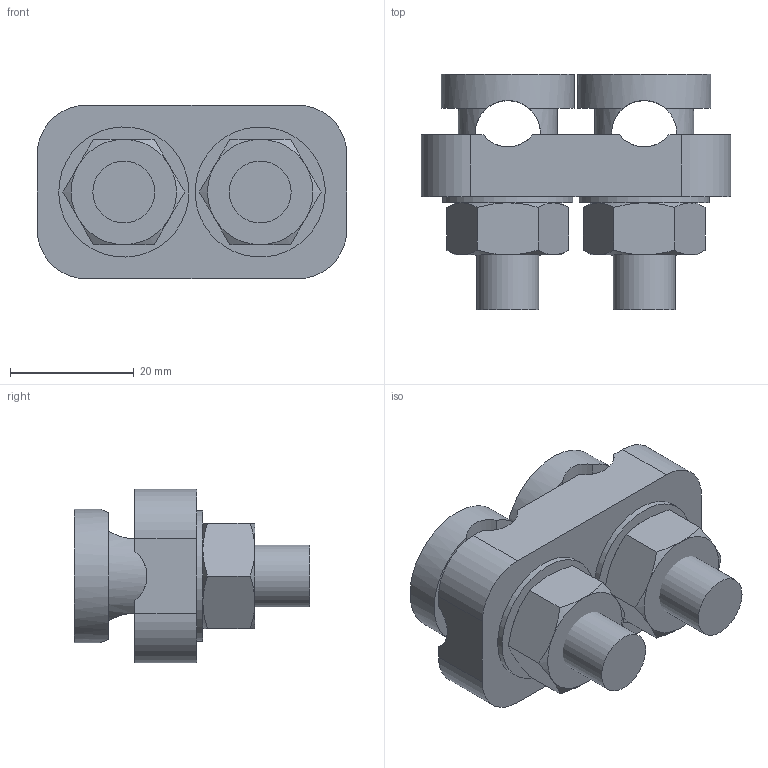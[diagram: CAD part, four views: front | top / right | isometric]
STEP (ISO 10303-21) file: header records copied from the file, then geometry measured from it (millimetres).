
FILE_DESCRIPTION (( 'STEP AP214' ), '1' );
FILE_NAME ('5304202.stp', '2023-04-11T10:59:10', ( '' ), ( '' ), 'SwSTEP 2.0', 'SolidWorks 2022', '' );
FILE_SCHEMA (( 'AUTOMOTIVE_DESIGN' ));
Length unit declared in the file: millimetre
Products named in the file (5): 172251; 5304202; 013622_DIN 137-B10; 020244_DIN 934 - M10; 048560
Assembly tree (7 placements, depth 2):
  5304202
    048560
    172251  x2
    013622_DIN 137-B10  x2
    020244_DIN 934 - M10  x2
Bounding box: 50 x 38 x 28 mm (x, y, z)
Volume: 21922.8 mm3; surface area: 13056.5 mm2
Topology: 7 solids, 7 shells, 98 faces, 234 edges, 146 vertices
Faces by surface type: plane 41, cylinder 31, cone 24, torus 2
Full cylindrical faces by diameter (mm): 8.38 x2, 10 x2, 10.5 x4, 11 x2, 17 x2, 21 x2, 21.5 x2
Entity records: 2818 total; most frequent: CARTESIAN_POINT 773, DIRECTION 302, ORIENTED_EDGE 282, EDGE_CURVE 141, AXIS2_PLACEMENT_3D 128, VERTEX_POINT 95, EDGE_LOOP 82, FACE_OUTER_BOUND 74
